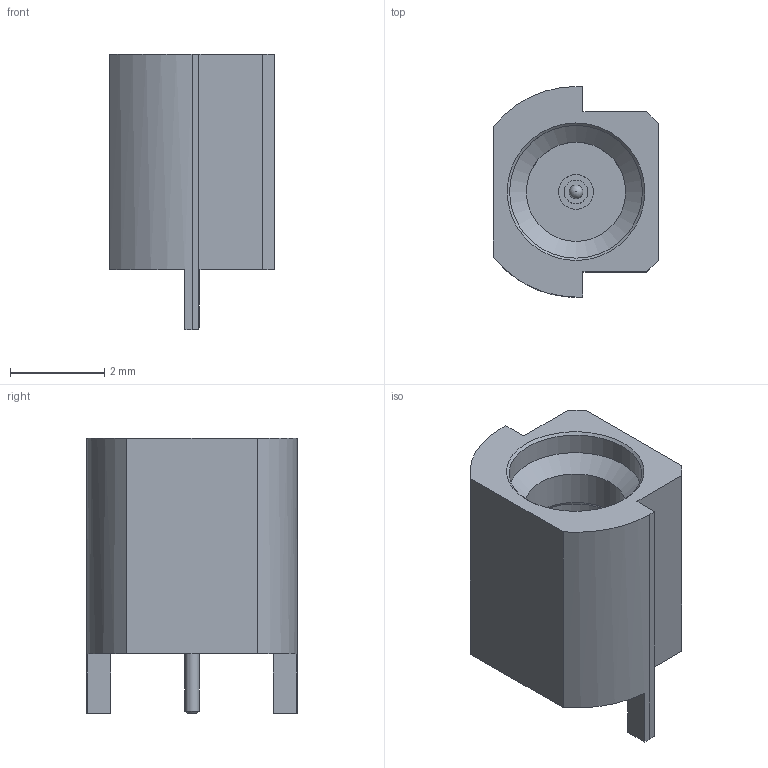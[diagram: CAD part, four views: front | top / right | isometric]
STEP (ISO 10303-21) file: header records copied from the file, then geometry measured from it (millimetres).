
FILE_DESCRIPTION (( 'STEP AP203' ), '1' );
FILE_NAME ('PE44969_3D.step', '2021-12-16T22:02:25', ( '' ), ( '' ), 'SwSTEP 2.0', 'SolidWorks 2021', '' );
FILE_SCHEMA (( 'CONFIG_CONTROL_DESIGN' ));
Length unit declared in the file: inch
Products named in the file (1): PE44969_3D
Bounding box: 3.51 x 4.47 x 5.84 mm (x, y, z)
Volume: 45.1 mm3; surface area: 137.5 mm2
Topology: 1 solids, 2 shells, 44 faces, 94 edges, 61 vertices
Faces by surface type: plane 27, cylinder 12, cone 4, torus 1
Full cylindrical faces by diameter (mm): 0.292 x1, 0.305 x1, 0.498 x1, 0.559 x1, 0.736 x1, 1.829 x1, 2.108 x1, 2.184 x1, 2.819 x1, 2.859 x1
Entity records: 1171 total; most frequent: DIRECTION 196, CARTESIAN_POINT 181, ORIENTED_EDGE 154, EDGE_CURVE 77, AXIS2_PLACEMENT_3D 74, EDGE_LOOP 66, VERTEX_POINT 59, FACE_OUTER_BOUND 55
